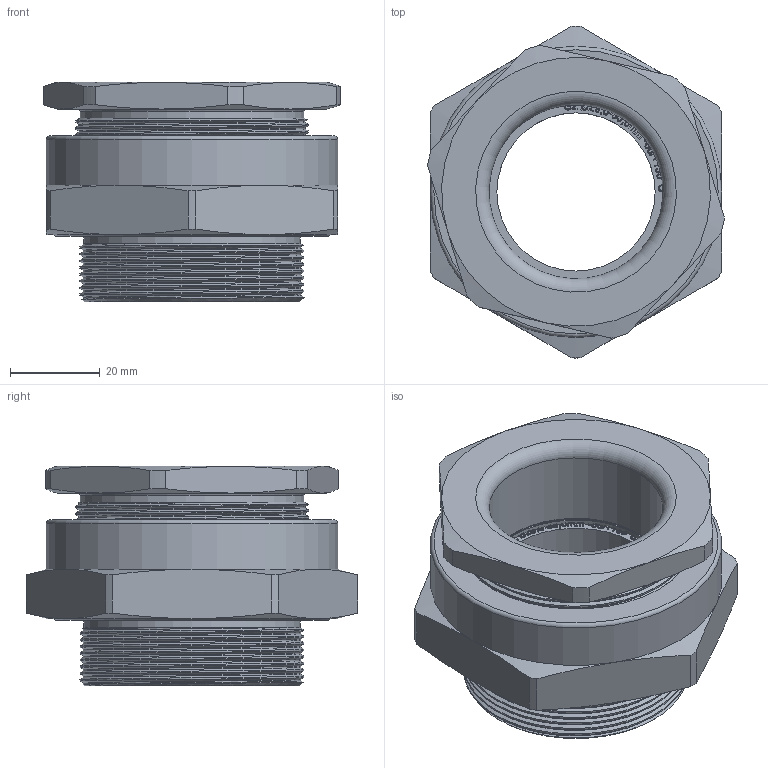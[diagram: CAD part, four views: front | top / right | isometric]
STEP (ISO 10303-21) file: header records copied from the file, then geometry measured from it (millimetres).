
FILE_DESCRIPTION(('HOOPS Exchange Step'),'2;1');
FILE_NAME('m50-g2-15mm-e204-622-conversion.step','2025-03-21T12:17:01+00:00',('root'),('Unknown organisation'),'HOOPS Exchange 2024.3','HOOPS Exchange','Unknown authorisation');
FILE_SCHEMA( ('AP242_MANAGED_MODEL_BASED_3D_ENGINEERING_MIM_LF {1 0 10303 442 1 1 4 }') );
Length unit declared in the file: millimetre
Products named in the file (2): Default; m50-g2-15mm-e204-622-step
Assembly tree (1 placements, depth 2):
  m50-g2-15mm-e204-622-step
    Default
Bounding box: 66.26 x 74.05 x 49 mm (x, y, z)
Volume: 80105.5 mm3; surface area: 37708.4 mm2
Topology: 5 solids, 5 shells, 460 faces, 1224 edges, 808 vertices
Faces by surface type: extrusion 169, plane 168, cylinder 76, cone 34, torus 7, bspline 6
Full cylindrical faces by diameter (mm): 35.3 x1, 38.8 x2, 38.9 x1, 48.3 x1, 48.5 x8, 50 x8, 50.3 x2, 50.5 x15, 52 x14, 57.602 x1, 65 x1
Entity records: 37565 total; most frequent: CARTESIAN_POINT 26779, ORIENTED_EDGE 2448, DIRECTION 1646, EDGE_CURVE 1224, VERTEX_POINT 808, VECTOR 770, LINE 601, B_SPLINE_CURVE_WITH_KNOTS 566
